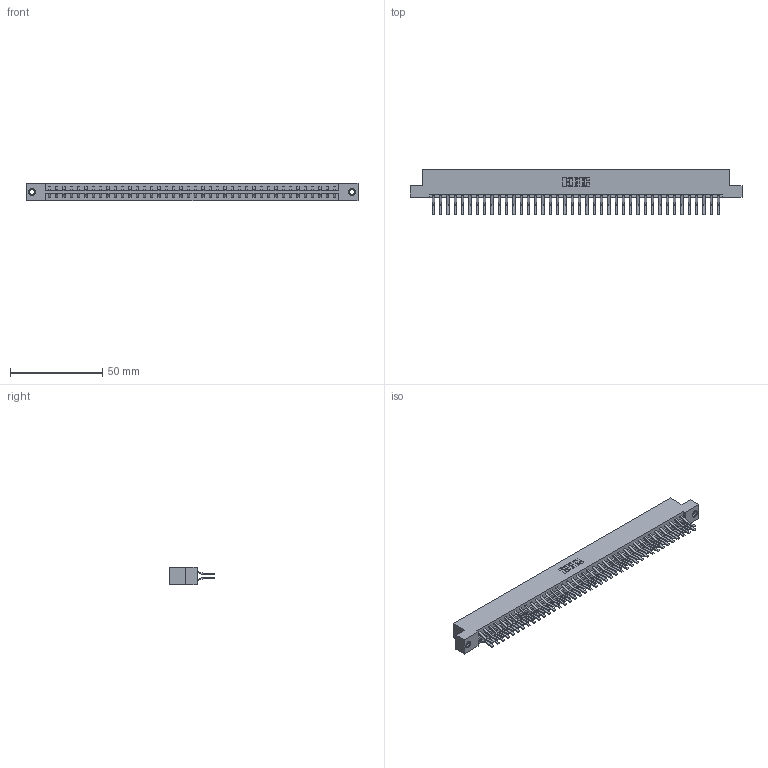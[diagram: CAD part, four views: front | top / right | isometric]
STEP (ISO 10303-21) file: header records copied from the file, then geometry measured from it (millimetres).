
FILE_DESCRIPTION (( 'STEP AP203' ), '1' );
FILE_NAME ('333-080-560-207.STEP', '2018-08-05T02:22:14', ( '' ), ( '' ), 'SwSTEP 2.0', 'SolidWorks 2016', '' );
FILE_SCHEMA (( 'CONFIG_CONTROL_DESIGN' ));
Length unit declared in the file: inch
Products named in the file (4): 333 Part_Flush - .156 Dia - TI; 345-292-001_560 Tail; 345-250-001_345-250-005-103; 333-080-560-207
Assembly tree (83 placements, depth 2):
  333-080-560-207
    333 Part_Flush - .156 Dia - TI
    345-292-001_560 Tail  x80
    345-250-001_345-250-005-103  x2
Bounding box: 180.04 x 24.78 x 9.4 mm (x, y, z)
Volume: 18872.7 mm3; surface area: 23820.7 mm2
Topology: 83 solids, 83 shells, 4494 faces, 13327 edges, 8770 vertices
Faces by surface type: plane 2982, cylinder 1496, cone 12, torus 4
Entity records: 27266 total; most frequent: CARTESIAN_POINT 4505, ORIENTED_EDGE 4434, DIRECTION 3887, EDGE_CURVE 2217, LINE 2065, VECTOR 2065, VERTEX_POINT 1472, AXIS2_PLACEMENT_3D 911
